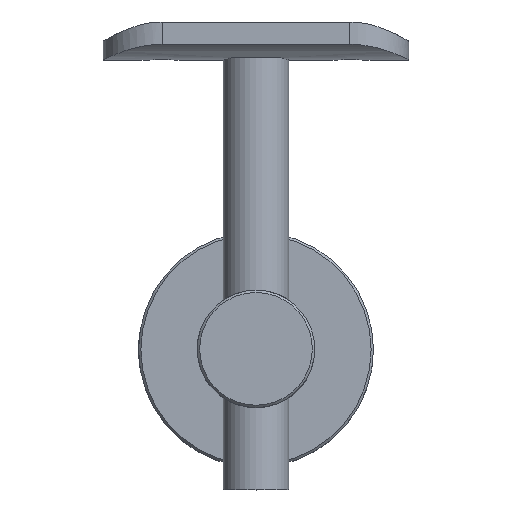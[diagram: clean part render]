
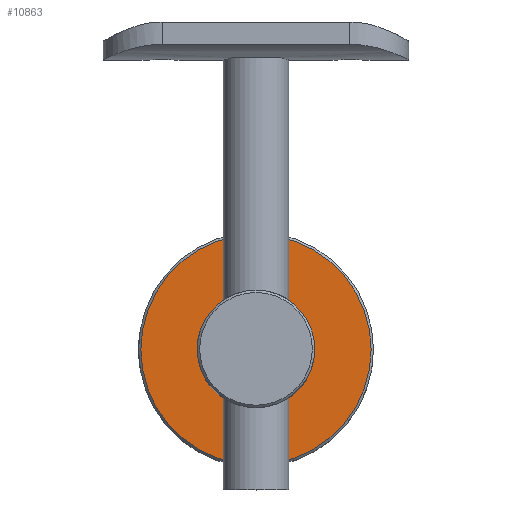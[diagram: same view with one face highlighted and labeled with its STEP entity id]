
A CAD part, top view. The second image highlights one B-rep face of the part: STEP entity #10863.
In plain terms, the highlighted planar face has unit normal (0, 0, 1).
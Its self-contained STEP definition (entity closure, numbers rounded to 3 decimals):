
#1791 = CIRCLE ( 'NONE', #2001, 24.5 ) ;
#2001 = AXIS2_PLACEMENT_3D ( 'NONE', #4246, #7216, #15341 ) ;
#3067 = CIRCLE ( 'NONE', #9073, 12.5 ) ;
#3929 = EDGE_LOOP ( 'NONE', ( #17311 ) ) ;
#4246 = CARTESIAN_POINT ( 'NONE',  ( 0., 0., 5. ) ) ;
#4332 = VERTEX_POINT ( 'NONE', #19444 ) ;
#4543 = FACE_BOUND ( 'NONE', #3929, .T. ) ;
#4681 = EDGE_LOOP ( 'NONE', ( #18368 ) ) ;
#5188 = CARTESIAN_POINT ( 'NONE',  ( 12.5, 0., 5. ) ) ;
#5836 = CARTESIAN_POINT ( 'NONE',  ( 0., 0., 5. ) ) ;
#6498 = DIRECTION ( 'NONE',  ( 1., 0., 0. ) ) ;
#7216 = DIRECTION ( 'NONE',  ( 0., 0., 1. ) ) ;
#7479 = DIRECTION ( 'NONE',  ( 1., 0., 0. ) ) ;
#9073 = AXIS2_PLACEMENT_3D ( 'NONE', #5836, #10448, #7479 ) ;
#10448 = DIRECTION ( 'NONE',  ( 0., 0., 1. ) ) ;
#10863 = ADVANCED_FACE ( 'NONE', ( #12973, #4543 ), #11207, .T. ) ;
#11207 = PLANE ( 'NONE',  #14257 ) ;
#12140 = EDGE_CURVE ( 'NONE', #12764, #12764, #3067, .T. ) ;
#12742 = CARTESIAN_POINT ( 'NONE',  ( 0., 0., 5. ) ) ;
#12764 = VERTEX_POINT ( 'NONE', #5188 ) ;
#12973 = FACE_OUTER_BOUND ( 'NONE', #4681, .T. ) ;
#13138 = EDGE_CURVE ( 'NONE', #4332, #4332, #1791, .T. ) ;
#14257 = AXIS2_PLACEMENT_3D ( 'NONE', #12742, #16104, #6498 ) ;
#15341 = DIRECTION ( 'NONE',  ( 1., 0., 0. ) ) ;
#16104 = DIRECTION ( 'NONE',  ( 0., 0., 1. ) ) ;
#17311 = ORIENTED_EDGE ( 'NONE', *, *, #12140, .F. ) ;
#18368 = ORIENTED_EDGE ( 'NONE', *, *, #13138, .T. ) ;
#19444 = CARTESIAN_POINT ( 'NONE',  ( 24.5, 0., 5. ) ) ;
